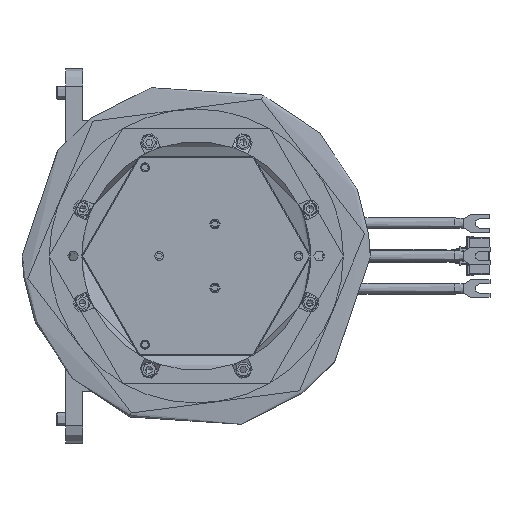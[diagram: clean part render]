
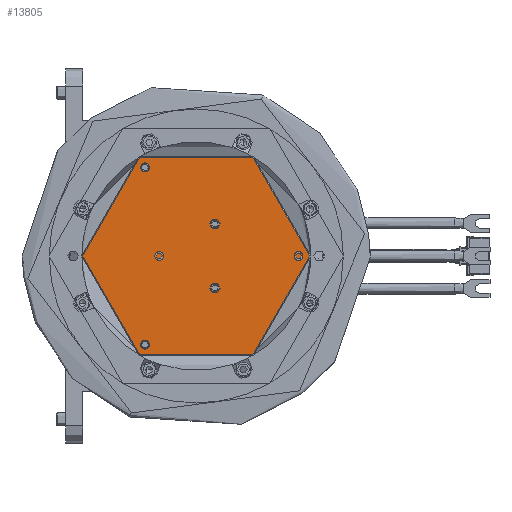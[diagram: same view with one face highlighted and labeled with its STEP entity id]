
A CAD part, left-side view. The second image highlights one B-rep face of the part: STEP entity #13805.
In plain terms, the highlighted planar face has unit normal (1, 0, 0).
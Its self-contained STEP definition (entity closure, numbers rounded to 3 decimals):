
#13424=CARTESIAN_POINT('',(-134.651,-88.323,
-184.08));
#13425=DIRECTION('',(1.,0.,0.));
#13426=DIRECTION('',(0.,1.,0.));
#13427=AXIS2_PLACEMENT_3D('',#13424,#13425,#13426);
#13429=CARTESIAN_POINT('',(-134.651,-88.323,
-184.08));
#13430=DIRECTION('',(1.,0.,0.));
#13431=DIRECTION('',(0.,-1.,0.));
#13432=AXIS2_PLACEMENT_3D('',#13429,#13430,#13431);
#13434=CARTESIAN_POINT('',(-134.651,-64.823,
-224.783));
#13435=DIRECTION('',(-1.,0.,0.));
#13436=DIRECTION('',(0.,-1.,0.));
#13437=AXIS2_PLACEMENT_3D('',#13434,#13435,#13436);
#13439=CARTESIAN_POINT('',(-134.651,-64.823,
-224.783));
#13440=DIRECTION('',(-1.,0.,0.));
#13441=DIRECTION('',(0.,1.,0.));
#13442=AXIS2_PLACEMENT_3D('',#13439,#13440,#13441);
#13444=CARTESIAN_POINT('',(-134.651,-71.303,
-181.98));
#13445=CARTESIAN_POINT('',(-134.651,-71.574,
-181.986));
#13446=CARTESIAN_POINT('',(-134.651,-72.072,
-182.075));
#13447=CARTESIAN_POINT('',(-134.651,-72.722,
-182.474));
#13448=CARTESIAN_POINT('',(-134.651,-73.174,
-183.04));
#13449=CARTESIAN_POINT('',(-134.651,-73.416,
-183.729));
#13450=CARTESIAN_POINT('',(-134.651,-73.411,
-184.458));
#13451=CARTESIAN_POINT('',(-134.651,-73.154,
-185.157));
#13452=CARTESIAN_POINT('',(-134.651,-72.697,
-185.704));
#13453=CARTESIAN_POINT('',(-134.651,-72.063,
-186.086));
#13454=CARTESIAN_POINT('',(-134.651,-71.571,
-186.173));
#13455=CARTESIAN_POINT('',(-134.651,-71.303,
-186.18));
#13457=CARTESIAN_POINT('',(-134.651,-71.303,
-186.18));
#13458=CARTESIAN_POINT('',(-134.651,-71.032,
-186.174));
#13459=CARTESIAN_POINT('',(-134.651,-70.534,
-186.084));
#13460=CARTESIAN_POINT('',(-134.651,-69.884,
-185.686));
#13461=CARTESIAN_POINT('',(-134.651,-69.432,
-185.12));
#13462=CARTESIAN_POINT('',(-134.651,-69.19,
-184.43));
#13463=CARTESIAN_POINT('',(-134.651,-69.195,
-183.702));
#13464=CARTESIAN_POINT('',(-134.651,-69.452,
-183.003));
#13465=CARTESIAN_POINT('',(-134.651,-69.909,
-182.455));
#13466=CARTESIAN_POINT('',(-134.651,-70.543,
-182.074));
#13467=CARTESIAN_POINT('',(-134.651,-71.035,
-181.987));
#13468=CARTESIAN_POINT('',(-134.651,-71.303,
-181.98));
#13470=CARTESIAN_POINT('',(-134.651,-96.833,
-169.34));
#13471=DIRECTION('',(-1.,0.,0.));
#13472=DIRECTION('',(0.,1.,0.));
#13473=AXIS2_PLACEMENT_3D('',#13470,#13471,#13472);
#13475=CARTESIAN_POINT('',(-134.651,-96.833,
-169.34));
#13476=DIRECTION('',(-1.,0.,0.));
#13477=DIRECTION('',(0.,-1.,0.));
#13478=AXIS2_PLACEMENT_3D('',#13475,#13476,#13477);
#13480=CARTESIAN_POINT('',(-134.651,-96.833,
-198.82));
#13481=DIRECTION('',(-1.,0.,0.));
#13482=DIRECTION('',(0.,1.,0.));
#13483=AXIS2_PLACEMENT_3D('',#13480,#13481,#13482);
#13485=CARTESIAN_POINT('',(-134.651,-96.833,
-198.82));
#13486=DIRECTION('',(-1.,0.,0.));
#13487=DIRECTION('',(0.,-1.,0.));
#13488=AXIS2_PLACEMENT_3D('',#13485,#13486,#13487);
#13490=CARTESIAN_POINT('',(-134.651,-135.323,
-181.98));
#13491=CARTESIAN_POINT('',(-134.651,-135.594,
-181.986));
#13492=CARTESIAN_POINT('',(-134.651,-136.092,
-182.075));
#13493=CARTESIAN_POINT('',(-134.651,-136.742,
-182.474));
#13494=CARTESIAN_POINT('',(-134.651,-137.194,
-183.04));
#13495=CARTESIAN_POINT('',(-134.651,-137.436,
-183.729));
#13496=CARTESIAN_POINT('',(-134.651,-137.431,
-184.458));
#13497=CARTESIAN_POINT('',(-134.651,-137.174,
-185.157));
#13498=CARTESIAN_POINT('',(-134.651,-136.717,
-185.704));
#13499=CARTESIAN_POINT('',(-134.651,-136.083,
-186.086));
#13500=CARTESIAN_POINT('',(-134.651,-135.591,
-186.173));
#13501=CARTESIAN_POINT('',(-134.651,-135.323,
-186.18));
#13503=CARTESIAN_POINT('',(-134.651,-135.323,
-186.18));
#13504=CARTESIAN_POINT('',(-134.651,-135.052,
-186.174));
#13505=CARTESIAN_POINT('',(-134.651,-134.554,
-186.084));
#13506=CARTESIAN_POINT('',(-134.651,-133.904,
-185.686));
#13507=CARTESIAN_POINT('',(-134.651,-133.452,
-185.12));
#13508=CARTESIAN_POINT('',(-134.651,-133.21,
-184.43));
#13509=CARTESIAN_POINT('',(-134.651,-133.215,
-183.702));
#13510=CARTESIAN_POINT('',(-134.651,-133.472,
-183.003));
#13511=CARTESIAN_POINT('',(-134.651,-133.929,
-182.455));
#13512=CARTESIAN_POINT('',(-134.651,-134.563,
-182.074));
#13513=CARTESIAN_POINT('',(-134.651,-135.055,
-181.987));
#13514=CARTESIAN_POINT('',(-134.651,-135.323,
-181.98));
#13516=CARTESIAN_POINT('',(-134.651,-64.823,
-143.377));
#13517=DIRECTION('',(-1.,0.,0.));
#13518=DIRECTION('',(0.,-1.,0.));
#13519=AXIS2_PLACEMENT_3D('',#13516,#13517,#13518);
#13521=CARTESIAN_POINT('',(-134.651,-64.823,
-143.377));
#13522=DIRECTION('',(-1.,0.,0.));
#13523=DIRECTION('',(0.,1.,0.));
#13524=AXIS2_PLACEMENT_3D('',#13521,#13522,#13523);
#13676=VERTEX_POINT('',#13455);
#13677=VERTEX_POINT('',#13444);
#13678=VERTEX_POINT('',#13501);
#13679=VERTEX_POINT('',#13490);
#13698=CARTESIAN_POINT('',(-134.651,-98.933,
-198.82));
#13699=CARTESIAN_POINT('',(-134.651,-94.733,
-198.82));
#13700=VERTEX_POINT('',#13698);
#13701=VERTEX_POINT('',#13699);
#13702=CARTESIAN_POINT('',(-134.651,-66.923,
-143.377));
#13703=CARTESIAN_POINT('',(-134.651,-62.723,
-143.377));
#13704=VERTEX_POINT('',#13702);
#13705=VERTEX_POINT('',#13703);
#13706=CARTESIAN_POINT('',(-134.651,-140.323,
-184.08));
#13707=VERTEX_POINT('',#13706);
#13708=CARTESIAN_POINT('',(-134.651,-94.733,
-169.34));
#13709=CARTESIAN_POINT('',(-134.651,-98.933,
-169.34));
#13710=VERTEX_POINT('',#13708);
#13711=VERTEX_POINT('',#13709);
#13712=CARTESIAN_POINT('',(-134.651,-66.923,
-224.783));
#13713=CARTESIAN_POINT('',(-134.651,-62.723,
-224.783));
#13714=VERTEX_POINT('',#13712);
#13715=VERTEX_POINT('',#13713);
#13716=CARTESIAN_POINT('',(-134.651,-36.323,
-184.08));
#13717=VERTEX_POINT('',#13716);
#13760=CARTESIAN_POINT('',(-134.651,-88.323,
-184.08));
#13761=DIRECTION('',(1.,0.,0.));
#13762=DIRECTION('',(0.,1.,0.));
#13763=AXIS2_PLACEMENT_3D('',#13760,#13761,#13762);
#13764=PLANE('',#13763);
#13766=ORIENTED_EDGE('',*,*,#13765,.F.);
#13768=ORIENTED_EDGE('',*,*,#13767,.F.);
#13769=EDGE_LOOP('',(#13766,#13768));
#13770=FACE_OUTER_BOUND('',#13769,.F.);
#13772=ORIENTED_EDGE('',*,*,#13771,.F.);
#13774=ORIENTED_EDGE('',*,*,#13773,.F.);
#13775=EDGE_LOOP('',(#13772,#13774));
#13776=FACE_BOUND('',#13775,.F.);
#13778=ORIENTED_EDGE('',*,*,#13777,.T.);
#13780=ORIENTED_EDGE('',*,*,#13779,.T.);
#13781=EDGE_LOOP('',(#13778,#13780));
#13782=FACE_BOUND('',#13781,.F.);
#13784=ORIENTED_EDGE('',*,*,#13783,.F.);
#13786=ORIENTED_EDGE('',*,*,#13785,.F.);
#13787=EDGE_LOOP('',(#13784,#13786));
#13788=FACE_BOUND('',#13787,.F.);
#13790=ORIENTED_EDGE('',*,*,#13789,.F.);
#13792=ORIENTED_EDGE('',*,*,#13791,.F.);
#13793=EDGE_LOOP('',(#13790,#13792));
#13794=FACE_BOUND('',#13793,.F.);
#13796=ORIENTED_EDGE('',*,*,#13795,.T.);
#13798=ORIENTED_EDGE('',*,*,#13797,.T.);
#13799=EDGE_LOOP('',(#13796,#13798));
#13800=FACE_BOUND('',#13799,.F.);
#13801=ORIENTED_EDGE('',*,*,#13733,.F.);
#13802=ORIENTED_EDGE('',*,*,#13746,.F.);
#13803=EDGE_LOOP('',(#13801,#13802));
#13804=FACE_BOUND('',#13803,.F.);
#13805=ADVANCED_FACE('',(#13770,#13776,#13782,#13788,#13794,#13800,#13804),
#13764,.T.);
#13428=CIRCLE('',#13427,52.);
#13433=CIRCLE('',#13432,52.);
#13438=CIRCLE('',#13437,2.1);
#13443=CIRCLE('',#13442,2.1);
#13456=B_SPLINE_CURVE_WITH_KNOTS('',3,(#13444,#13445,#13446,#13447,#13448,
#13449,#13450,#13451,#13452,#13453,#13454,#13455),.UNSPECIFIED.,.F.,.F.,(4,1,1,
1,1,1,1,1,1,4),(0.,0.111,0.222,0.333,
0.444,0.556,0.667,0.778,
0.889,1.),.UNSPECIFIED.);
#13469=B_SPLINE_CURVE_WITH_KNOTS('',3,(#13457,#13458,#13459,#13460,#13461,
#13462,#13463,#13464,#13465,#13466,#13467,#13468),.UNSPECIFIED.,.F.,.F.,(4,1,1,
1,1,1,1,1,1,4),(0.,0.111,0.222,0.333,
0.444,0.556,0.667,0.778,
0.889,1.),.UNSPECIFIED.);
#13474=CIRCLE('',#13473,2.1);
#13479=CIRCLE('',#13478,2.1);
#13484=CIRCLE('',#13483,2.1);
#13489=CIRCLE('',#13488,2.1);
#13502=B_SPLINE_CURVE_WITH_KNOTS('',3,(#13490,#13491,#13492,#13493,#13494,
#13495,#13496,#13497,#13498,#13499,#13500,#13501),.UNSPECIFIED.,.F.,.F.,(4,1,1,
1,1,1,1,1,1,4),(0.,0.111,0.222,0.333,
0.444,0.556,0.667,0.778,
0.889,1.),.UNSPECIFIED.);
#13515=B_SPLINE_CURVE_WITH_KNOTS('',3,(#13503,#13504,#13505,#13506,#13507,
#13508,#13509,#13510,#13511,#13512,#13513,#13514),.UNSPECIFIED.,.F.,.F.,(4,1,1,
1,1,1,1,1,1,4),(0.,0.111,0.222,0.333,
0.444,0.556,0.667,0.778,
0.889,1.),.UNSPECIFIED.);
#13520=CIRCLE('',#13519,2.1);
#13525=CIRCLE('',#13524,2.1);
#13733=EDGE_CURVE('',#13704,#13705,#13520,.T.);
#13746=EDGE_CURVE('',#13705,#13704,#13525,.T.);
#13765=EDGE_CURVE('',#13717,#13707,#13428,.T.);
#13767=EDGE_CURVE('',#13707,#13717,#13433,.T.);
#13771=EDGE_CURVE('',#13714,#13715,#13438,.T.);
#13773=EDGE_CURVE('',#13715,#13714,#13443,.T.);
#13777=EDGE_CURVE('',#13677,#13676,#13456,.T.);
#13779=EDGE_CURVE('',#13676,#13677,#13469,.T.);
#13783=EDGE_CURVE('',#13710,#13711,#13474,.T.);
#13785=EDGE_CURVE('',#13711,#13710,#13479,.T.);
#13789=EDGE_CURVE('',#13701,#13700,#13484,.T.);
#13791=EDGE_CURVE('',#13700,#13701,#13489,.T.);
#13795=EDGE_CURVE('',#13679,#13678,#13502,.T.);
#13797=EDGE_CURVE('',#13678,#13679,#13515,.T.);
